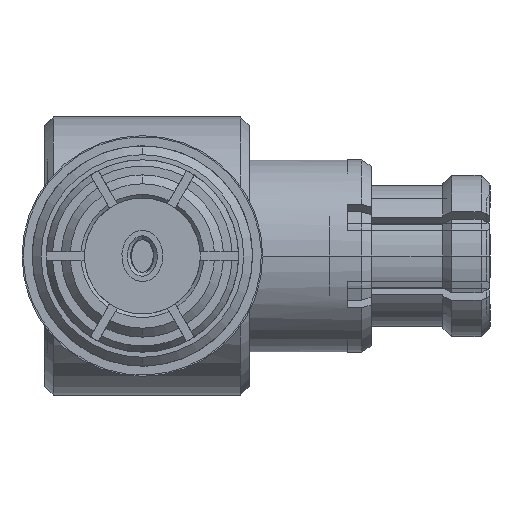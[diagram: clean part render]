
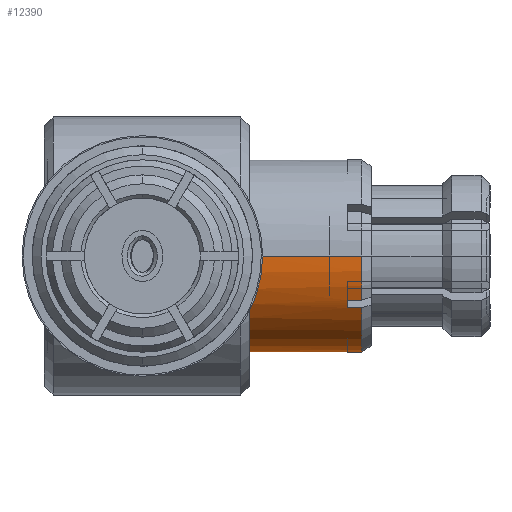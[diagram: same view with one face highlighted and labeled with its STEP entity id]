
A CAD part, left-side view. The second image highlights one B-rep face of the part: STEP entity #12390.
In plain terms, the highlighted cylindrical face has radius 1.371 mm (diameter 2.742 mm), a partial arc.
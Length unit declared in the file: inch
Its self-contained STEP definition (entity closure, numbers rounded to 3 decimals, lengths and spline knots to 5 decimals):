
#148 = VERTEX_POINT ( 'NONE', #8556 ) ;
#263 = ORIENTED_EDGE ( 'NONE', *, *, #6564, .T. ) ;
#352 = VERTEX_POINT ( 'NONE', #8611 ) ;
#356 = CARTESIAN_POINT ( 'NONE',  ( 0.728, 0.02479, 0.04794 ) ) ;
#563 = DIRECTION ( 'NONE',  ( -1., 0., 0. ) ) ;
#610 = VECTOR ( 'NONE', #1355, 39.37008 ) ;
#626 = CYLINDRICAL_SURFACE ( 'NONE', #11249, 0.05397 ) ;
#1146 = DIRECTION ( 'NONE',  ( -1., 0., 0. ) ) ;
#1203 = LINE ( 'NONE', #7929, #1608 ) ;
#1342 = CARTESIAN_POINT ( 'NONE',  ( 0.728, 0.02479, -0.04794 ) ) ;
#1355 = DIRECTION ( 'NONE',  ( -1., 0., 0. ) ) ;
#1391 = VERTEX_POINT ( 'NONE', #8029 ) ;
#1481 = VECTOR ( 'NONE', #9066, 39.37008 ) ;
#1546 = DIRECTION ( 'NONE',  ( 1., 0., 0. ) ) ;
#1602 = DIRECTION ( 'NONE',  ( 1., 0., 0. ) ) ;
#1608 = VECTOR ( 'NONE', #1146, 39.37008 ) ;
#1650 = CARTESIAN_POINT ( 'NONE',  ( 0.73605, 0., 0. ) ) ;
#1789 = VECTOR ( 'NONE', #10055, 39.37008 ) ;
#1807 = LINE ( 'NONE', #4484, #11687 ) ;
#1878 = CARTESIAN_POINT ( 'NONE',  ( 0.728, 0.02479, 0.04794 ) ) ;
#1991 = CARTESIAN_POINT ( 'NONE',  ( 0.728, 0.05391, -0.0025 ) ) ;
#2014 = CIRCLE ( 'NONE', #3235, 0.05397 ) ;
#2059 = DIRECTION ( 'NONE',  ( -1., 0., 0. ) ) ;
#2117 = CIRCLE ( 'NONE', #9983, 0.05397 ) ;
#2131 = ORIENTED_EDGE ( 'NONE', *, *, #5165, .T. ) ;
#2324 = AXIS2_PLACEMENT_3D ( 'NONE', #11395, #7600, #8185 ) ;
#2605 = DIRECTION ( 'NONE',  ( -1., 0., 0. ) ) ;
#2651 = ORIENTED_EDGE ( 'NONE', *, *, #10549, .T. ) ;
#2822 = AXIS2_PLACEMENT_3D ( 'NONE', #8777, #10826, #10697 ) ;
#2838 = EDGE_CURVE ( 'NONE', #8119, #10018, #6044, .T. ) ;
#2924 = VERTEX_POINT ( 'NONE', #12221 ) ;
#3011 = VERTEX_POINT ( 'NONE', #1878 ) ;
#3052 = DIRECTION ( 'NONE',  ( -1., 0., 0. ) ) ;
#3235 = AXIS2_PLACEMENT_3D ( 'NONE', #8757, #4683, #5609 ) ;
#3314 = CARTESIAN_POINT ( 'NONE',  ( 0.73605, 0.05391, -0.0025 ) ) ;
#3316 = DIRECTION ( 'NONE',  ( 0., 0., 1. ) ) ;
#3376 = DIRECTION ( 'NONE',  ( -1., 0., 0. ) ) ;
#3400 = CARTESIAN_POINT ( 'NONE',  ( -0.022, 0., -0.05397 ) ) ;
#3478 = ORIENTED_EDGE ( 'NONE', *, *, #10082, .T. ) ;
#3522 = ORIENTED_EDGE ( 'NONE', *, *, #2838, .T. ) ;
#3809 = CARTESIAN_POINT ( 'NONE',  ( 0.728, 0.02479, -0.04794 ) ) ;
#3891 = EDGE_CURVE ( 'NONE', #6447, #11047, #12442, .T. ) ;
#4065 = DIRECTION ( 'NONE',  ( 0., 0., 1. ) ) ;
#4110 = CARTESIAN_POINT ( 'NONE',  ( 0.73605, 0., 0. ) ) ;
#4201 = CARTESIAN_POINT ( 'NONE',  ( -0.022, 0.02912, -0.04544 ) ) ;
#4213 = VERTEX_POINT ( 'NONE', #9495 ) ;
#4225 = CIRCLE ( 'NONE', #6244, 0.05397 ) ;
#4305 = CARTESIAN_POINT ( 'NONE',  ( 0.728, 0., 0. ) ) ;
#4484 = CARTESIAN_POINT ( 'NONE',  ( 0.728, 0.05391, 0.0025 ) ) ;
#4486 = DIRECTION ( 'NONE',  ( 0., 0., 1. ) ) ;
#4676 = DIRECTION ( 'NONE',  ( 0., 0., 1. ) ) ;
#4683 = DIRECTION ( 'NONE',  ( -1., 0., 0. ) ) ;
#4836 = EDGE_CURVE ( 'NONE', #3011, #8119, #6548, .T. ) ;
#5165 = EDGE_CURVE ( 'NONE', #10008, #1391, #2117, .T. ) ;
#5207 = LINE ( 'NONE', #356, #10326 ) ;
#5224 = DIRECTION ( 'NONE',  ( -1., 0., 0. ) ) ;
#5286 = ORIENTED_EDGE ( 'NONE', *, *, #10493, .T. ) ;
#5292 = CARTESIAN_POINT ( 'NONE',  ( 0.728, 0.02912, 0.04544 ) ) ;
#5436 = VECTOR ( 'NONE', #1602, 39.37008 ) ;
#5609 = DIRECTION ( 'NONE',  ( 0., 0., 1. ) ) ;
#5647 = DIRECTION ( 'NONE',  ( -1., 0., 0. ) ) ;
#5924 = ORIENTED_EDGE ( 'NONE', *, *, #4836, .T. ) ;
#5928 = AXIS2_PLACEMENT_3D ( 'NONE', #4305, #3376, #4065 ) ;
#5994 = DIRECTION ( 'NONE',  ( 0., 0., 1. ) ) ;
#6044 = LINE ( 'NONE', #5292, #1481 ) ;
#6111 = ORIENTED_EDGE ( 'NONE', *, *, #9815, .T. ) ;
#6244 = AXIS2_PLACEMENT_3D ( 'NONE', #9297, #1546, #3316 ) ;
#6447 = VERTEX_POINT ( 'NONE', #9341 ) ;
#6548 = CIRCLE ( 'NONE', #5928, 0.05397 ) ;
#6564 = EDGE_CURVE ( 'NONE', #11513, #3011, #5207, .T. ) ;
#6659 = CARTESIAN_POINT ( 'NONE',  ( 0.728, 0.02912, -0.04544 ) ) ;
#6735 = ORIENTED_EDGE ( 'NONE', *, *, #10881, .T. ) ;
#6824 = ORIENTED_EDGE ( 'NONE', *, *, #8955, .T. ) ;
#6958 = EDGE_LOOP ( 'NONE', ( #2131, #3478, #5286, #12407, #6735, #263, #5924, #3522, #10089, #6824, #7247, #2651, #6111, #9703, #12010, #8500 ) ) ;
#7010 = CARTESIAN_POINT ( 'NONE',  ( 0.73605, 0.02479, 0.04794 ) ) ;
#7247 = ORIENTED_EDGE ( 'NONE', *, *, #3891, .T. ) ;
#7249 = AXIS2_PLACEMENT_3D ( 'NONE', #8904, #3052, #8714 ) ;
#7360 = CARTESIAN_POINT ( 'NONE',  ( -0.022, 0., 0. ) ) ;
#7410 = CARTESIAN_POINT ( 'NONE',  ( 0.73605, 0.02912, 0.04544 ) ) ;
#7442 = VERTEX_POINT ( 'NONE', #9908 ) ;
#7600 = DIRECTION ( 'NONE',  ( -1., 0., 0. ) ) ;
#7677 = EDGE_CURVE ( 'NONE', #10018, #2924, #10767, .T. ) ;
#7929 = CARTESIAN_POINT ( 'NONE',  ( -0.022, 0., 0.05397 ) ) ;
#7952 = CARTESIAN_POINT ( 'NONE',  ( 0.728, 0.02912, 0.04544 ) ) ;
#8028 = DIRECTION ( 'NONE',  ( -1., 0., 0. ) ) ;
#8029 = CARTESIAN_POINT ( 'NONE',  ( 0.73605, 0., -0.05397 ) ) ;
#8119 = VERTEX_POINT ( 'NONE', #7952 ) ;
#8135 = CARTESIAN_POINT ( 'NONE',  ( 0.728, 0.05391, -0.0025 ) ) ;
#8151 = LINE ( 'NONE', #3400, #610 ) ;
#8185 = DIRECTION ( 'NONE',  ( 0., 0., 1. ) ) ;
#8232 = CIRCLE ( 'NONE', #2822, 0.05397 ) ;
#8409 = EDGE_CURVE ( 'NONE', #9619, #10008, #10834, .T. ) ;
#8500 = ORIENTED_EDGE ( 'NONE', *, *, #8409, .T. ) ;
#8556 = CARTESIAN_POINT ( 'NONE',  ( 0.73605, 0., 0.05397 ) ) ;
#8611 = CARTESIAN_POINT ( 'NONE',  ( 0.673, 0., -0.05397 ) ) ;
#8714 = DIRECTION ( 'NONE',  ( 0., 0., 1. ) ) ;
#8757 = CARTESIAN_POINT ( 'NONE',  ( 0.73605, 0., 0. ) ) ;
#8777 = CARTESIAN_POINT ( 'NONE',  ( 0.73605, 0., 0. ) ) ;
#8866 = LINE ( 'NONE', #4201, #10102 ) ;
#8904 = CARTESIAN_POINT ( 'NONE',  ( 0.728, 0., 0. ) ) ;
#8955 = EDGE_CURVE ( 'NONE', #2924, #6447, #1807, .T. ) ;
#9034 = LINE ( 'NONE', #8135, #5436 ) ;
#9066 = DIRECTION ( 'NONE',  ( 1., 0., 0. ) ) ;
#9297 = CARTESIAN_POINT ( 'NONE',  ( 0.673, 0., 0. ) ) ;
#9341 = CARTESIAN_POINT ( 'NONE',  ( 0.728, 0.05391, 0.0025 ) ) ;
#9406 = VERTEX_POINT ( 'NONE', #3314 ) ;
#9495 = CARTESIAN_POINT ( 'NONE',  ( 0.673, 0., 0.05397 ) ) ;
#9619 = VERTEX_POINT ( 'NONE', #3809 ) ;
#9703 = ORIENTED_EDGE ( 'NONE', *, *, #11137, .T. ) ;
#9704 = EDGE_CURVE ( 'NONE', #148, #4213, #1203, .T. ) ;
#9815 = EDGE_CURVE ( 'NONE', #9406, #7442, #2014, .T. ) ;
#9908 = CARTESIAN_POINT ( 'NONE',  ( 0.73605, 0.02912, -0.04544 ) ) ;
#9983 = AXIS2_PLACEMENT_3D ( 'NONE', #4110, #5224, #5994 ) ;
#10008 = VERTEX_POINT ( 'NONE', #11046 ) ;
#10018 = VERTEX_POINT ( 'NONE', #7410 ) ;
#10055 = DIRECTION ( 'NONE',  ( 1., 0., 0. ) ) ;
#10082 = EDGE_CURVE ( 'NONE', #1391, #352, #8151, .T. ) ;
#10089 = ORIENTED_EDGE ( 'NONE', *, *, #7677, .T. ) ;
#10090 = CIRCLE ( 'NONE', #7249, 0.05397 ) ;
#10102 = VECTOR ( 'NONE', #2059, 39.37008 ) ;
#10310 = VERTEX_POINT ( 'NONE', #6659 ) ;
#10326 = VECTOR ( 'NONE', #8028, 39.37008 ) ;
#10358 = FACE_OUTER_BOUND ( 'NONE', #6958, .T. ) ;
#10493 = EDGE_CURVE ( 'NONE', #352, #4213, #4225, .T. ) ;
#10549 = EDGE_CURVE ( 'NONE', #11047, #9406, #9034, .T. ) ;
#10697 = DIRECTION ( 'NONE',  ( 0., 0., 1. ) ) ;
#10767 = CIRCLE ( 'NONE', #11973, 0.05397 ) ;
#10826 = DIRECTION ( 'NONE',  ( -1., 0., 0. ) ) ;
#10834 = LINE ( 'NONE', #1342, #1789 ) ;
#10881 = EDGE_CURVE ( 'NONE', #148, #11513, #8232, .T. ) ;
#10901 = EDGE_CURVE ( 'NONE', #10310, #9619, #10090, .T. ) ;
#11046 = CARTESIAN_POINT ( 'NONE',  ( 0.73605, 0.02479, -0.04794 ) ) ;
#11047 = VERTEX_POINT ( 'NONE', #1991 ) ;
#11137 = EDGE_CURVE ( 'NONE', #7442, #10310, #8866, .T. ) ;
#11249 = AXIS2_PLACEMENT_3D ( 'NONE', #7360, #563, #4486 ) ;
#11395 = CARTESIAN_POINT ( 'NONE',  ( 0.728, 0., 0. ) ) ;
#11513 = VERTEX_POINT ( 'NONE', #7010 ) ;
#11687 = VECTOR ( 'NONE', #5647, 39.37008 ) ;
#11973 = AXIS2_PLACEMENT_3D ( 'NONE', #1650, #2605, #4676 ) ;
#12010 = ORIENTED_EDGE ( 'NONE', *, *, #10901, .T. ) ;
#12221 = CARTESIAN_POINT ( 'NONE',  ( 0.73605, 0.05391, 0.0025 ) ) ;
#12390 = ADVANCED_FACE ( 'NONE', ( #10358 ), #626, .T. ) ;
#12407 = ORIENTED_EDGE ( 'NONE', *, *, #9704, .F. ) ;
#12442 = CIRCLE ( 'NONE', #2324, 0.05397 ) ;
